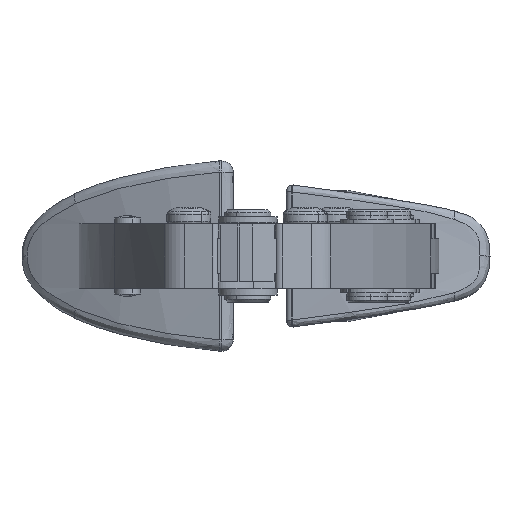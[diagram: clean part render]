
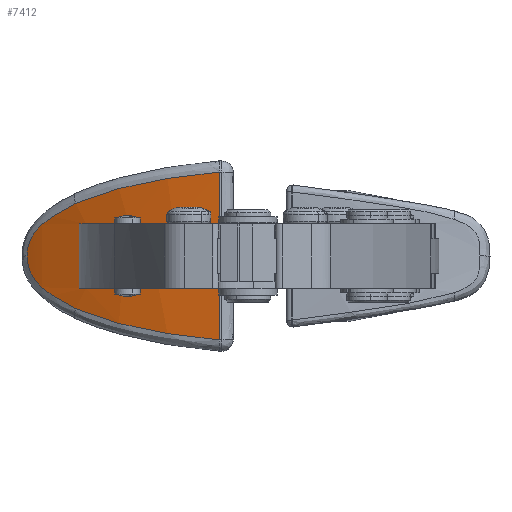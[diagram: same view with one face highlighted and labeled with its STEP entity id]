
A CAD part, left-side view. The second image highlights one B-rep face of the part: STEP entity #7412.
In plain terms, the highlighted cylindrical face has radius 95 mm (diameter 190 mm), a partial arc.
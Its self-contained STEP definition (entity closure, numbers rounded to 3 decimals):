
#7276=AXIS2_PLACEMENT_3D('Cylinder Axis2P3D',#7273,#7274,#7275) ;
#7398=AXIS2_PLACEMENT_3D('Circle Axis2P3D',#7396,#7397,$) ;
#3945=CARTESIAN_POINT('Vertex',(76.563,70.017,10.91)) ;
#3949=CARTESIAN_POINT('Control Point',(68.411,46.915,10.91)) ;
#3950=CARTESIAN_POINT('Control Point',(69.435,51.721,10.91)) ;
#3951=CARTESIAN_POINT('Control Point',(70.769,56.46,10.91)) ;
#3952=CARTESIAN_POINT('Control Point',(72.409,61.106,10.91)) ;
#3953=CARTESIAN_POINT('Control Point',(74.345,65.634,10.91)) ;
#3954=CARTESIAN_POINT('Control Point',(76.563,70.017,10.91)) ;
#3955=CARTESIAN_POINT('Vertex',(68.411,46.915,10.91)) ;
#7273=CARTESIAN_POINT('Axis2P3D Location',(161.324,27.115,16.51)) ;
#7278=CARTESIAN_POINT('Line Origine',(68.411,46.915,16.51)) ;
#7282=CARTESIAN_POINT('Vertex',(68.411,46.915,22.11)) ;
#7284=CARTESIAN_POINT('Vertex',(68.411,46.915,31.049)) ;
#7288=CARTESIAN_POINT('Control Point',(68.411,46.915,31.049)) ;
#7289=CARTESIAN_POINT('Control Point',(69.048,49.906,30.779)) ;
#7290=CARTESIAN_POINT('Control Point',(69.801,52.85,30.442)) ;
#7291=CARTESIAN_POINT('Control Point',(70.663,55.732,30.029)) ;
#7292=CARTESIAN_POINT('Control Point',(72.018,59.687,29.327)) ;
#7293=CARTESIAN_POINT('Control Point',(73.537,63.453,28.432)) ;
#7294=CARTESIAN_POINT('Control Point',(73.988,64.523,28.156)) ;
#7295=CARTESIAN_POINT('Control Point',(74.729,66.21,27.686)) ;
#7296=CARTESIAN_POINT('Control Point',(75.49,67.836,27.166)) ;
#7297=CARTESIAN_POINT('Control Point',(75.784,68.449,26.96)) ;
#7298=CARTESIAN_POINT('Control Point',(76.203,69.306,26.655)) ;
#7299=CARTESIAN_POINT('Control Point',(76.621,70.133,26.334)) ;
#7300=CARTESIAN_POINT('Control Point',(76.75,70.384,26.234)) ;
#7301=CARTESIAN_POINT('Control Point',(76.973,70.819,26.055)) ;
#7302=CARTESIAN_POINT('Control Point',(77.194,71.243,25.871)) ;
#7303=CARTESIAN_POINT('Control Point',(77.292,71.429,25.788)) ;
#7304=CARTESIAN_POINT('Control Point',(77.386,71.605,25.707)) ;
#7305=CARTESIAN_POINT('Control Point',(77.478,71.779,25.626)) ;
#7306=CARTESIAN_POINT('Vertex',(77.478,71.779,25.626)) ;
#7310=CARTESIAN_POINT('Control Point',(77.478,71.779,25.626)) ;
#7311=CARTESIAN_POINT('Control Point',(77.621,72.046,25.5)) ;
#7312=CARTESIAN_POINT('Control Point',(77.763,72.311,25.373)) ;
#7313=CARTESIAN_POINT('Control Point',(77.906,72.574,25.243)) ;
#7314=CARTESIAN_POINT('Control Point',(78.411,73.495,24.778)) ;
#7315=CARTESIAN_POINT('Control Point',(78.915,74.385,24.287)) ;
#7316=CARTESIAN_POINT('Control Point',(79.271,75.001,23.922)) ;
#7317=CARTESIAN_POINT('Control Point',(79.974,76.188,23.157)) ;
#7318=CARTESIAN_POINT('Control Point',(80.635,77.263,22.314)) ;
#7319=CARTESIAN_POINT('Control Point',(80.95,77.765,21.87)) ;
#7320=CARTESIAN_POINT('Control Point',(81.47,78.581,21.037)) ;
#7321=CARTESIAN_POINT('Control Point',(81.891,79.226,20.123)) ;
#7322=CARTESIAN_POINT('Control Point',(82.054,79.472,19.704)) ;
#7323=CARTESIAN_POINT('Control Point',(82.285,79.821,18.963)) ;
#7324=CARTESIAN_POINT('Control Point',(82.437,80.047,18.171)) ;
#7325=CARTESIAN_POINT('Control Point',(82.485,80.118,17.835)) ;
#7326=CARTESIAN_POINT('Control Point',(82.53,80.186,17.37)) ;
#7327=CARTESIAN_POINT('Control Point',(82.549,80.214,16.89)) ;
#7328=CARTESIAN_POINT('Control Point',(82.553,80.219,16.763)) ;
#7329=CARTESIAN_POINT('Control Point',(82.554,80.221,16.637)) ;
#7330=CARTESIAN_POINT('Control Point',(82.554,80.221,16.51)) ;
#7331=CARTESIAN_POINT('Vertex',(82.554,80.221,16.51)) ;
#7335=CARTESIAN_POINT('Control Point',(77.478,71.779,7.394)) ;
#7336=CARTESIAN_POINT('Control Point',(77.621,72.046,7.519)) ;
#7337=CARTESIAN_POINT('Control Point',(77.763,72.311,7.647)) ;
#7338=CARTESIAN_POINT('Control Point',(77.906,72.574,7.776)) ;
#7339=CARTESIAN_POINT('Control Point',(78.3,73.293,8.139)) ;
#7340=CARTESIAN_POINT('Control Point',(78.693,73.992,8.517)) ;
#7341=CARTESIAN_POINT('Control Point',(78.946,74.435,8.769)) ;
#7342=CARTESIAN_POINT('Control Point',(79.493,75.379,9.334)) ;
#7343=CARTESIAN_POINT('Control Point',(80.025,76.267,9.942)) ;
#7344=CARTESIAN_POINT('Control Point',(80.309,76.733,10.286)) ;
#7345=CARTESIAN_POINT('Control Point',(80.864,77.631,11.018)) ;
#7346=CARTESIAN_POINT('Control Point',(81.362,78.412,11.82)) ;
#7347=CARTESIAN_POINT('Control Point',(81.594,78.771,12.246)) ;
#7348=CARTESIAN_POINT('Control Point',(81.976,79.356,13.071)) ;
#7349=CARTESIAN_POINT('Control Point',(82.255,79.776,13.966)) ;
#7350=CARTESIAN_POINT('Control Point',(82.359,79.931,14.394)) ;
#7351=CARTESIAN_POINT('Control Point',(82.466,80.091,15.005)) ;
#7352=CARTESIAN_POINT('Control Point',(82.524,80.177,15.646)) ;
#7353=CARTESIAN_POINT('Control Point',(82.537,80.195,15.823)) ;
#7354=CARTESIAN_POINT('Control Point',(82.548,80.212,16.067)) ;
#7355=CARTESIAN_POINT('Control Point',(82.553,80.219,16.315)) ;
#7356=CARTESIAN_POINT('Control Point',(82.554,80.221,16.375)) ;
#7357=CARTESIAN_POINT('Control Point',(82.554,80.221,16.442)) ;
#7358=CARTESIAN_POINT('Control Point',(82.554,80.221,16.51)) ;
#7359=CARTESIAN_POINT('Vertex',(77.478,71.779,7.394)) ;
#7363=CARTESIAN_POINT('Control Point',(68.411,46.915,1.97)) ;
#7364=CARTESIAN_POINT('Control Point',(69.048,49.906,2.24)) ;
#7365=CARTESIAN_POINT('Control Point',(69.801,52.85,2.577)) ;
#7366=CARTESIAN_POINT('Control Point',(70.663,55.732,2.99)) ;
#7367=CARTESIAN_POINT('Control Point',(72.018,59.687,3.692)) ;
#7368=CARTESIAN_POINT('Control Point',(73.537,63.453,4.588)) ;
#7369=CARTESIAN_POINT('Control Point',(73.988,64.523,4.863)) ;
#7370=CARTESIAN_POINT('Control Point',(74.729,66.21,5.334)) ;
#7371=CARTESIAN_POINT('Control Point',(75.49,67.836,5.853)) ;
#7372=CARTESIAN_POINT('Control Point',(75.784,68.449,6.059)) ;
#7373=CARTESIAN_POINT('Control Point',(76.203,69.306,6.364)) ;
#7374=CARTESIAN_POINT('Control Point',(76.621,70.133,6.685)) ;
#7375=CARTESIAN_POINT('Control Point',(76.75,70.384,6.786)) ;
#7376=CARTESIAN_POINT('Control Point',(76.973,70.819,6.964)) ;
#7377=CARTESIAN_POINT('Control Point',(77.194,71.243,7.148)) ;
#7378=CARTESIAN_POINT('Control Point',(77.292,71.429,7.231)) ;
#7379=CARTESIAN_POINT('Control Point',(77.386,71.605,7.312)) ;
#7380=CARTESIAN_POINT('Control Point',(77.478,71.779,7.394)) ;
#7381=CARTESIAN_POINT('Vertex',(68.411,46.915,1.97)) ;
#7384=CARTESIAN_POINT('Line Origine',(68.411,46.915,16.51)) ;
#7389=CARTESIAN_POINT('Line Origine',(76.563,70.017,16.51)) ;
#7393=CARTESIAN_POINT('Vertex',(76.563,70.017,22.11)) ;
#7396=CARTESIAN_POINT('Axis2P3D Location',(161.324,27.115,22.11)) ;
#7274=DIRECTION('Axis2P3D Direction',(0.,0.,1.)) ;
#7275=DIRECTION('Axis2P3D XDirection',(-0.769,0.64,0.)) ;
#7279=DIRECTION('Vector Direction',(0.,0.,1.)) ;
#7385=DIRECTION('Vector Direction',(0.,0.,1.)) ;
#7390=DIRECTION('Vector Direction',(0.,0.,1.)) ;
#7397=DIRECTION('Axis2P3D Direction',(0.,0.,1.)) ;
#7280=VECTOR('Line Direction',#7279,1.) ;
#7386=VECTOR('Line Direction',#7385,1.) ;
#7391=VECTOR('Line Direction',#7390,1.) ;
#7402=ORIENTED_EDGE('',*,*,#7286,.T.) ;
#7403=ORIENTED_EDGE('',*,*,#7308,.F.) ;
#7404=ORIENTED_EDGE('',*,*,#7333,.F.) ;
#7405=ORIENTED_EDGE('',*,*,#7361,.F.) ;
#7406=ORIENTED_EDGE('',*,*,#7383,.F.) ;
#7407=ORIENTED_EDGE('',*,*,#7388,.T.) ;
#7408=ORIENTED_EDGE('',*,*,#3957,.T.) ;
#7409=ORIENTED_EDGE('',*,*,#7395,.F.) ;
#7410=ORIENTED_EDGE('',*,*,#7400,.F.) ;
#7412=ADVANCED_FACE('Hauptk\X2\00F6\X0\rper',(#7411),#7277,.T.) ;
#3948=B_SPLINE_CURVE_WITH_KNOTS('',5,(#3949,#3950,#3951,#3952,#3953,#3954),.UNSPECIFIED.,.F.,.U.,(6,6),(0.,34.775),.UNSPECIFIED.) ;
#7287=B_SPLINE_CURVE_WITH_KNOTS('',5,(#7288,#7289,#7290,#7291,#7292,#7293,#7294,#7295,#7296,#7297,#7298,#7299,#7300,#7301,#7302,#7303,#7304,#7305),.UNSPECIFIED.,.F.,.U.,(6,3,3,3,3,6),(0.,20.874,29.338,34.473,36.75,38.462),.UNSPECIFIED.) ;
#7309=B_SPLINE_CURVE_WITH_KNOTS('',5,(#7310,#7311,#7312,#7313,#7314,#7315,#7316,#7317,#7318,#7319,#7320,#7321,#7322,#7323,#7324,#7325,#7326,#7327,#7328,#7329,#7330),.UNSPECIFIED.,.F.,.U.,(6,3,3,3,3,3,6),(0.,2.045,7.24,12.368,16.403,19.231,20.227),.UNSPECIFIED.) ;
#7334=B_SPLINE_CURVE_WITH_KNOTS('',5,(#7335,#7336,#7337,#7338,#7339,#7340,#7341,#7342,#7343,#7344,#7345,#7346,#7347,#7348,#7349,#7350,#7351,#7352,#7353,#7354,#7355,#7356,#7357,#7358),.UNSPECIFIED.,.F.,.U.,(6,3,3,3,3,3,3,6),(0.,2.045,5.647,9.991,14.449,18.269,19.695,20.221),.UNSPECIFIED.) ;
#7362=B_SPLINE_CURVE_WITH_KNOTS('',5,(#7363,#7364,#7365,#7366,#7367,#7368,#7369,#7370,#7371,#7372,#7373,#7374,#7375,#7376,#7377,#7378,#7379,#7380),.UNSPECIFIED.,.F.,.U.,(6,3,3,3,3,6),(0.,20.874,29.338,34.473,36.75,38.462),.UNSPECIFIED.) ;
#7399=CIRCLE('generated circle',#7398,95.) ;
#7277=CYLINDRICAL_SURFACE('generated cylinder',#7276,95.) ;
#3957=EDGE_CURVE('',#3956,#3946,#3948,.T.) ;
#7286=EDGE_CURVE('',#7283,#7285,#7281,.T.) ;
#7308=EDGE_CURVE('',#7307,#7285,#7287,.F.) ;
#7333=EDGE_CURVE('',#7332,#7307,#7309,.F.) ;
#7361=EDGE_CURVE('',#7360,#7332,#7334,.T.) ;
#7383=EDGE_CURVE('',#7382,#7360,#7362,.T.) ;
#7388=EDGE_CURVE('',#7382,#3956,#7387,.T.) ;
#7395=EDGE_CURVE('',#7394,#3946,#7392,.F.) ;
#7400=EDGE_CURVE('',#7283,#7394,#7399,.F.) ;
#7401=EDGE_LOOP('',(#7402,#7403,#7404,#7405,#7406,#7407,#7408,#7409,#7410)) ;
#7411=FACE_OUTER_BOUND('',#7401,.T.) ;
#7281=LINE('Line',#7278,#7280) ;
#7387=LINE('Line',#7384,#7386) ;
#7392=LINE('Line',#7389,#7391) ;
#3946=VERTEX_POINT('',#3945) ;
#3956=VERTEX_POINT('',#3955) ;
#7283=VERTEX_POINT('',#7282) ;
#7285=VERTEX_POINT('',#7284) ;
#7307=VERTEX_POINT('',#7306) ;
#7332=VERTEX_POINT('',#7331) ;
#7360=VERTEX_POINT('',#7359) ;
#7382=VERTEX_POINT('',#7381) ;
#7394=VERTEX_POINT('',#7393) ;
